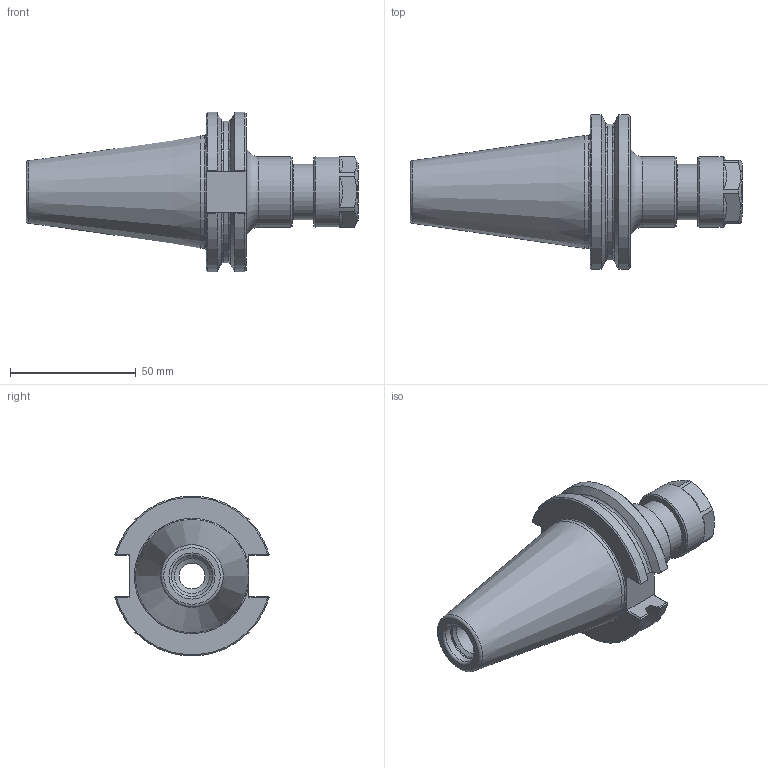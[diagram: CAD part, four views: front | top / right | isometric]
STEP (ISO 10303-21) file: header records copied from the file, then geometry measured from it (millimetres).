
FILE_DESCRIPTION(/* description */ (''),/* implementation_level */ '2;1');
FILE_NAME(/* name */ 'CAT40-ER16H-0250.stp',/* time_stamp */ '2018-12-06T13:52:30-06:00',/* author */ ('Lee'),/* organization */ (''),/* preprocessor_version */ 'ST-DEVELOPER v17',/* originating_system */ 'Autodesk Inventor LT',/* authorisation */ '');
FILE_SCHEMA (('AUTOMOTIVE_DESIGN { 1 0 10303 214 3 1 1 }'));
Length unit declared in the file: millimetre
Products named in the file (1): CAT40-ER16H-0250
Bounding box: 131.77 x 61.16 x 63.31 mm (x, y, z)
Volume: 122105.3 mm3; surface area: 26988.2 mm2
Topology: 2 solids, 2 shells, 109 faces, 324 edges, 227 vertices
Faces by surface type: plane 47, cone 27, cylinder 21, torus 14
Full cylindrical faces by diameter (mm): 10 x1, 10.15 x1, 11.21 x1, 12.552 x1, 14 x1, 14.64 x1, 16.3 x1, 16.5 x1, 18.5 x1, 20.5 x1, 22 x1, 23.56 x1, 28 x2, 44.8 x1
Entity records: 3837 total; most frequent: CARTESIAN_POINT 844, ORIENTED_EDGE 648, DIRECTION 641, EDGE_CURVE 324, AXIS2_PLACEMENT_3D 267, VERTEX_POINT 227, CIRCLE 157, EDGE_LOOP 121
